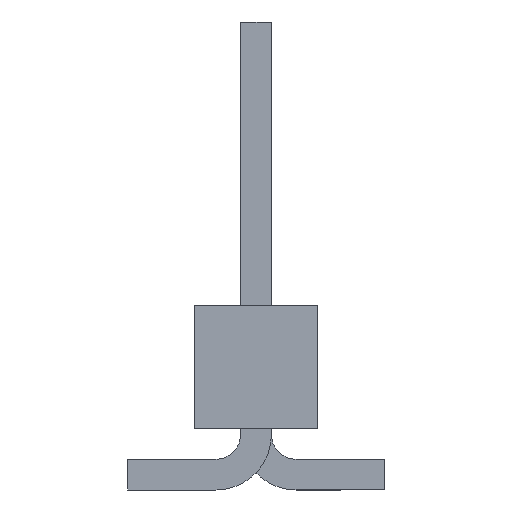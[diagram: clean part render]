
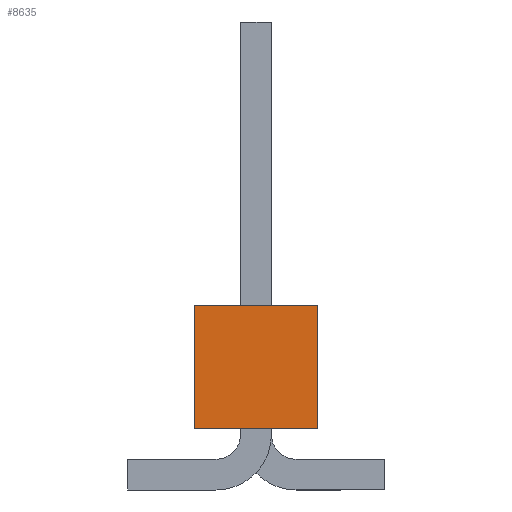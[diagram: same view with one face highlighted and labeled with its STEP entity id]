
A CAD part, left-side view. The second image highlights one B-rep face of the part: STEP entity #8635.
In plain terms, the highlighted planar face has unit normal (-1, 0, 0).
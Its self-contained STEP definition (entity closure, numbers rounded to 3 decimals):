
#1290 = VERTEX_POINT('',#1291);
#1291 = CARTESIAN_POINT('',(-45.72,1.27,-1.27));
#1297 = EDGE_CURVE('',#1290,#1298,#1300,.T.);
#1298 = VERTEX_POINT('',#1299);
#1299 = CARTESIAN_POINT('',(-45.72,1.27,1.27));
#1300 = LINE('',#1301,#1302);
#1301 = CARTESIAN_POINT('',(-45.72,1.27,-1.27));
#1302 = VECTOR('',#1303,1.);
#1303 = DIRECTION('',(0.,0.,1.));
#7026 = VERTEX_POINT('',#7027);
#7027 = CARTESIAN_POINT('',(-45.72,-1.27,1.27));
#7033 = EDGE_CURVE('',#7034,#7026,#7036,.T.);
#7034 = VERTEX_POINT('',#7035);
#7035 = CARTESIAN_POINT('',(-45.72,-1.27,-1.27));
#7036 = LINE('',#7037,#7038);
#7037 = CARTESIAN_POINT('',(-45.72,-1.27,-1.27));
#7038 = VECTOR('',#7039,1.);
#7039 = DIRECTION('',(0.,0.,1.));
#7062 = EDGE_CURVE('',#1290,#7034,#7063,.T.);
#7063 = LINE('',#7064,#7065);
#7064 = CARTESIAN_POINT('',(-45.72,1.27,-1.27));
#7065 = VECTOR('',#7066,1.);
#7066 = DIRECTION('',(0.,-1.,0.));
#8624 = EDGE_CURVE('',#1298,#7026,#8625,.T.);
#8625 = LINE('',#8626,#8627);
#8626 = CARTESIAN_POINT('',(-45.72,1.27,1.27));
#8627 = VECTOR('',#8628,1.);
#8628 = DIRECTION('',(0.,-1.,0.));
#8635 = ADVANCED_FACE('',(#8636),#8642,.F.);
#8636 = FACE_BOUND('',#8637,.T.);
#8637 = EDGE_LOOP('',(#8638,#8639,#8640,#8641));
#8638 = ORIENTED_EDGE('',*,*,#7033,.T.);
#8639 = ORIENTED_EDGE('',*,*,#8624,.F.);
#8640 = ORIENTED_EDGE('',*,*,#1297,.F.);
#8641 = ORIENTED_EDGE('',*,*,#7062,.T.);
#8642 = PLANE('',#8643);
#8643 = AXIS2_PLACEMENT_3D('',#8644,#8645,#8646);
#8644 = CARTESIAN_POINT('',(-45.72,1.27,-1.27));
#8645 = DIRECTION('',(1.,0.,0.));
#8646 = DIRECTION('',(0.,0.,-1.));
